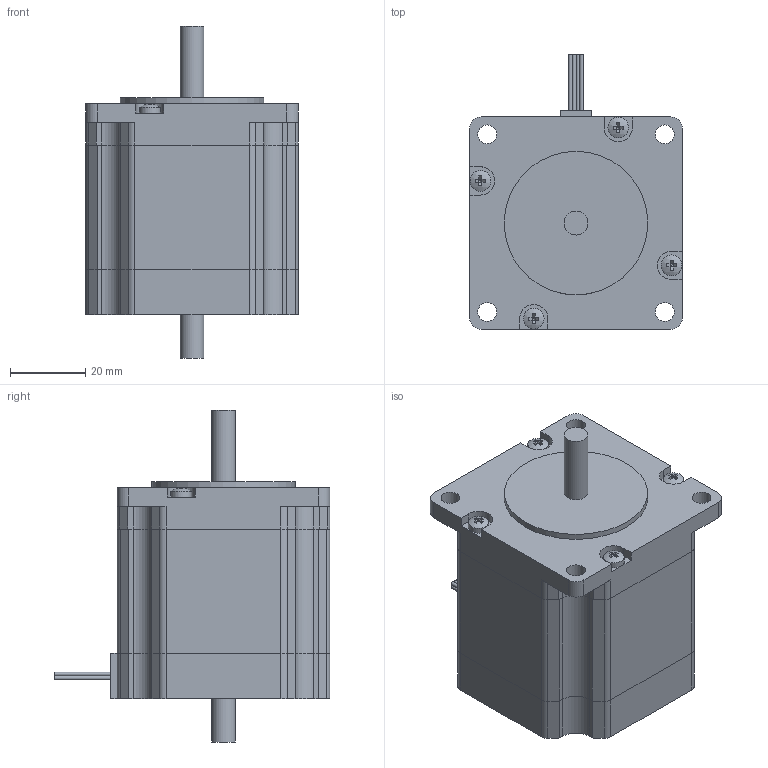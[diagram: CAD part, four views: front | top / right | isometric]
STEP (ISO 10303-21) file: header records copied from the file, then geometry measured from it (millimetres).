
FILE_DESCRIPTION((''),'2;1');
FILE_NAME('ST5909M.stp','2012-11-15T14:23:43',('wei_j'),(''),'Autodesk Inventor 2010','Autodesk Inventor 2010','');
FILE_SCHEMA(('AUTOMOTIVE_DESIGN { 1 0 10303 214 1 1 1 1 }'));
Length unit declared in the file: millimetre
Products named in the file (1): ST5909M
Bounding box: 56.4 x 73.1 x 88.1 mm (x, y, z)
Volume: 162226.8 mm3; surface area: 19950 mm2
Topology: 1 solids, 5 shells, 288 faces, 629 edges, 355 vertices
Faces by surface type: plane 211, cylinder 73, sphere 4
Full cylindrical faces by diameter (mm): 1 x4, 2.013 x2, 3 x4, 5 x4, 5.5 x4, 6.35 x2, 38.1 x1
Entity records: 7840 total; most frequent: DIRECTION 1375, CARTESIAN_POINT 1238, ORIENTED_EDGE 1206, EDGE_CURVE 603, AXIS2_PLACEMENT_3D 483, VECTOR 409, LINE 409, VERTEX_POINT 346
